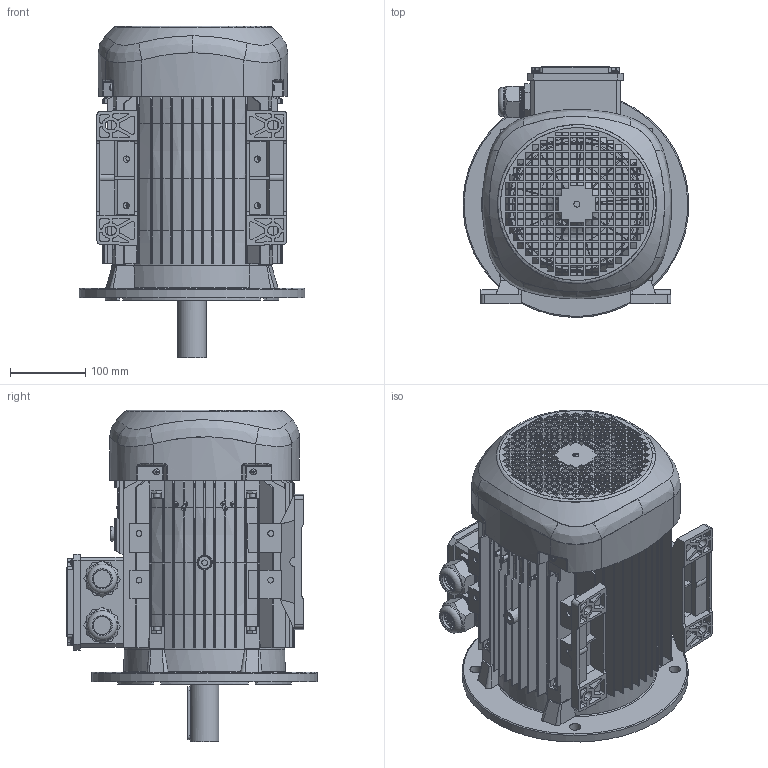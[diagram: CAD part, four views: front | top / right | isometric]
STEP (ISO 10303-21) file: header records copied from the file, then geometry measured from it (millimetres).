
FILE_DESCRIPTION(/* description */ (''),/* implementation_level */ '2;1');
FILE_NAME(/* name */ 'QS132S_PA.stp',/* time_stamp */ '2015-04-09T17:29:40+03:00',/* author */ (''),/* organization */ (''),/* preprocessor_version */ 'ST-DEVELOPER v11',/* originating_system */ 'SIEMENS PLM Software NX 7.5',/* authorisation */ '');
FILE_SCHEMA (('AP203_CONFIGURATION_CONTROLLED_3D_DESIGN_OF_MECHANICAL_PARTS_AND_ASSEMBLIES_MIM_LF'));
Products named in the file (1): AR-000000405669_001
Bounding box: 299.74 x 332.93 x 440.5 mm (x, y, z)
Surface area: 1553743.1 mm2 (no closed solid volume)
Topology: 0 solids, 1 shells, 4638 faces, 13471 edges, 8861 vertices
Faces by surface type: plane 2927, cylinder 935, bspline 375, cone 211, torus 169, extrusion 13, sphere 8
Full cylindrical faces by diameter (mm): 2.5 x12, 3.666 x1, 3.709 x1, 4.2 x5, 7.599 x2, 7.6 x4, 7.652 x3, 8 x5, 8.2 x4, 8.5 x16, 9 x4, 14.327 x4, 15 x8, 16.293 x3, 23.927 x2, 26 x2, 31.8 x2, 32.804 x1, 34.364 x14, 38 x1, 39.455 x2, 40 x2, 40.199 x10, 40.2 x1, 45 x1, 50 x1, 60 x1, 62.1 x1, 72 x1, 78 x1
Entity records: 191140 total; most frequent: CARTESIAN_POINT 96903, ORIENTED_EDGE 26362, EDGE_CURVE 13188, B_SPLINE_CURVE_WITH_KNOTS 12837, VERTEX_POINT 8805, DIRECTION 8481, EDGE_LOOP 5653, ADVANCED_FACE 4621
